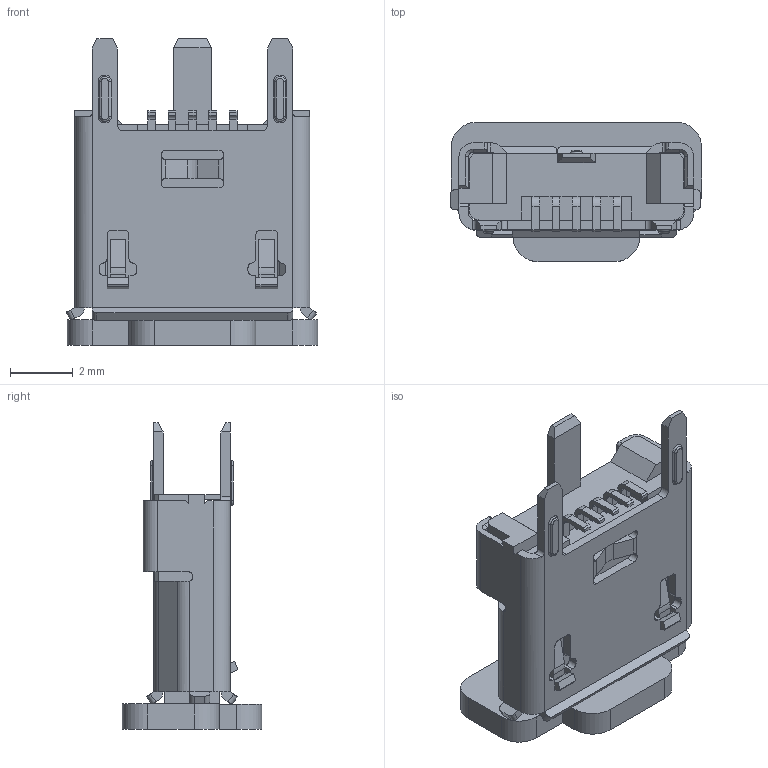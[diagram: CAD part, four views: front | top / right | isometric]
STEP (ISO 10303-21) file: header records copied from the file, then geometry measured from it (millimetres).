
FILE_DESCRIPTION((''),'2;1');
FILE_NAME('1051330011','2019-01-11T',('gga'),(''),'PRO/ENGINEER BY PARAMETRIC TECHNOLOGY CORPORATION, 2016010','PRO/ENGINEER BY PARAMETRIC TECHNOLOGY CORPORATION, 2016010','');
FILE_SCHEMA(('CONFIG_CONTROL_DESIGN'));
Length unit declared in the file: millimetre
Products named in the file (1): 1051330011
Bounding box: 8.03 x 4.45 x 9.8 mm (x, y, z)
Volume: 126 mm3; surface area: 414.8 mm2
Topology: 1 solids, 1 shells, 398 faces, 1197 edges, 786 vertices
Faces by surface type: plane 257, cylinder 127, torus 12, cone 2
Entity records: 13466 total; most frequent: CARTESIAN_POINT 2481, ORIENTED_EDGE 2306, DIRECTION 2250, EDGE_CURVE 1153, VECTOR 864, LINE 864, VERTEX_POINT 742, AXIS2_PLACEMENT_3D 693
